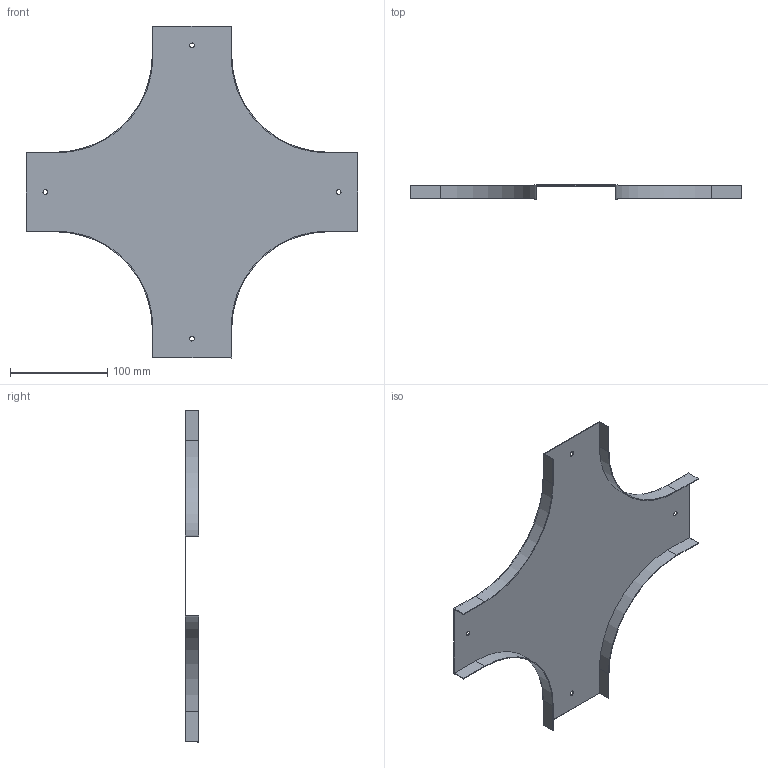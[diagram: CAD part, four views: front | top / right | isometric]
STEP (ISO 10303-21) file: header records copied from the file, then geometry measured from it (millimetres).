
FILE_DESCRIPTION (( 'STEP AP203' ), '1' );
FILE_NAME ('Êðûøêà íà îòâåòâèòåëü DPX_38061.STEP', '2012-11-09T12:54:50', ( 'Àñååâ' ), ( '' ), 'SwSTEP 2.0', 'SolidWorks 2012', '' );
FILE_SCHEMA (( 'CONFIG_CONTROL_DESIGN' ));
Length unit declared in the file: millimetre
Products named in the file (1): Êðûøêà íà îòâåòâèòåëü DPX_38061
Bounding box: 342 x 14 x 342 mm (x, y, z)
Volume: 55373.1 mm3; surface area: 139525.9 mm2
Topology: 1 solids, 1 shells, 38 faces, 110 edges, 74 vertices
Faces by surface type: plane 26, cylinder 12
Full cylindrical faces by diameter (mm): 5 x4
Entity records: 1309 total; most frequent: CARTESIAN_POINT 215, ORIENTED_EDGE 208, DIRECTION 206, EDGE_CURVE 104, LINE 80, VECTOR 80, VERTEX_POINT 72, AXIS2_PLACEMENT_3D 63
